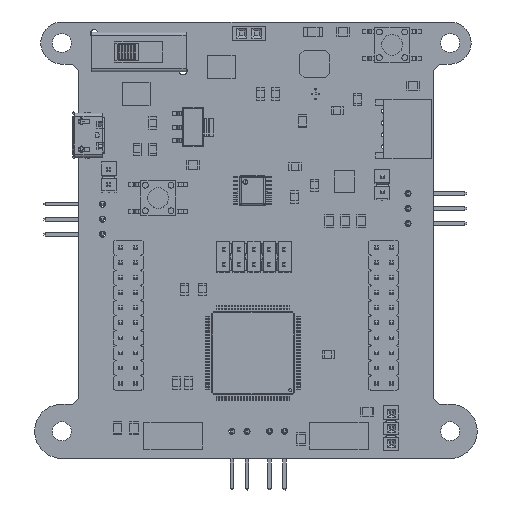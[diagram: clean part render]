
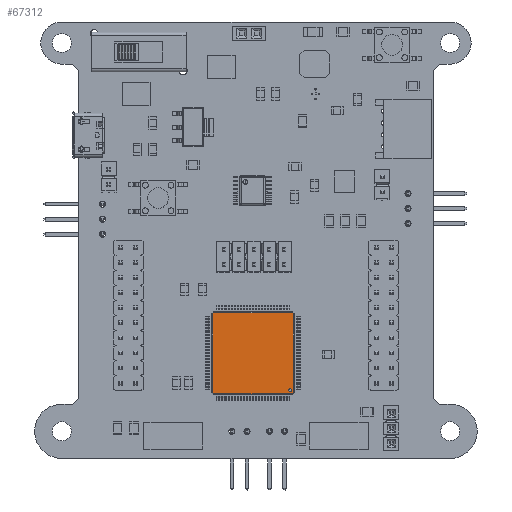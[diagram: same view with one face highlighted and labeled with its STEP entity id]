
A CAD part, top view. The second image highlights one B-rep face of the part: STEP entity #67312.
In plain terms, the highlighted face is planar.
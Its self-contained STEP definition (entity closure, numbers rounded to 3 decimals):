
#67312 = ADVANCED_FACE('',(#67313,#67379),#67399,.T.);
#67313 = FACE_BOUND('',#67314,.F.);
#67314 = EDGE_LOOP('',(#67315,#67325,#67333,#67341,#67349,#67357,#67365,
    #67373));
#67315 = ORIENTED_EDGE('',*,*,#67316,.F.);
#67316 = EDGE_CURVE('',#67317,#67319,#67321,.T.);
#67317 = VERTEX_POINT('',#67318);
#67318 = CARTESIAN_POINT('',(6.601,0.635,-6.834));
#67319 = VERTEX_POINT('',#67320);
#67320 = CARTESIAN_POINT('',(-6.601,0.635,-6.834));
#67321 = LINE('',#67322,#67323);
#67322 = CARTESIAN_POINT('',(6.601,0.635,-6.834));
#67323 = VECTOR('',#67324,1.);
#67324 = DIRECTION('',(-1.,0.,0.));
#67325 = ORIENTED_EDGE('',*,*,#67326,.F.);
#67326 = EDGE_CURVE('',#67327,#67317,#67329,.T.);
#67327 = VERTEX_POINT('',#67328);
#67328 = CARTESIAN_POINT('',(6.834,0.635,-6.601));
#67329 = LINE('',#67330,#67331);
#67330 = CARTESIAN_POINT('',(6.834,0.635,-6.601));
#67331 = VECTOR('',#67332,1.);
#67332 = DIRECTION('',(-0.707,0.,-0.707));
#67333 = ORIENTED_EDGE('',*,*,#67334,.F.);
#67334 = EDGE_CURVE('',#67335,#67327,#67337,.T.);
#67335 = VERTEX_POINT('',#67336);
#67336 = CARTESIAN_POINT('',(6.834,0.635,6.601));
#67337 = LINE('',#67338,#67339);
#67338 = CARTESIAN_POINT('',(6.834,0.635,6.601));
#67339 = VECTOR('',#67340,1.);
#67340 = DIRECTION('',(0.,0.,-1.));
#67341 = ORIENTED_EDGE('',*,*,#67342,.F.);
#67342 = EDGE_CURVE('',#67343,#67335,#67345,.T.);
#67343 = VERTEX_POINT('',#67344);
#67344 = CARTESIAN_POINT('',(6.601,0.635,6.834));
#67345 = LINE('',#67346,#67347);
#67346 = CARTESIAN_POINT('',(6.601,0.635,6.834));
#67347 = VECTOR('',#67348,1.);
#67348 = DIRECTION('',(0.707,0.,-0.707));
#67349 = ORIENTED_EDGE('',*,*,#67350,.F.);
#67350 = EDGE_CURVE('',#67351,#67343,#67353,.T.);
#67351 = VERTEX_POINT('',#67352);
#67352 = CARTESIAN_POINT('',(-6.601,0.635,6.834));
#67353 = LINE('',#67354,#67355);
#67354 = CARTESIAN_POINT('',(-6.601,0.635,6.834));
#67355 = VECTOR('',#67356,1.);
#67356 = DIRECTION('',(1.,0.,0.));
#67357 = ORIENTED_EDGE('',*,*,#67358,.F.);
#67358 = EDGE_CURVE('',#67359,#67351,#67361,.T.);
#67359 = VERTEX_POINT('',#67360);
#67360 = CARTESIAN_POINT('',(-6.834,0.635,6.601));
#67361 = LINE('',#67362,#67363);
#67362 = CARTESIAN_POINT('',(-6.834,0.635,6.601));
#67363 = VECTOR('',#67364,1.);
#67364 = DIRECTION('',(0.707,0.,0.707));
#67365 = ORIENTED_EDGE('',*,*,#67366,.F.);
#67366 = EDGE_CURVE('',#67367,#67359,#67369,.T.);
#67367 = VERTEX_POINT('',#67368);
#67368 = CARTESIAN_POINT('',(-6.834,0.635,-6.601));
#67369 = LINE('',#67370,#67371);
#67370 = CARTESIAN_POINT('',(-6.834,0.635,-6.601));
#67371 = VECTOR('',#67372,1.);
#67372 = DIRECTION('',(0.,0.,1.));
#67373 = ORIENTED_EDGE('',*,*,#67374,.F.);
#67374 = EDGE_CURVE('',#67319,#67367,#67375,.T.);
#67375 = LINE('',#67376,#67377);
#67376 = CARTESIAN_POINT('',(-6.601,0.635,-6.834));
#67377 = VECTOR('',#67378,1.);
#67378 = DIRECTION('',(-0.707,0.,0.707));
#67379 = FACE_BOUND('',#67380,.F.);
#67380 = EDGE_LOOP('',(#67381,#67392));
#67381 = ORIENTED_EDGE('',*,*,#67382,.F.);
#67382 = EDGE_CURVE('',#67383,#67385,#67387,.T.);
#67383 = VERTEX_POINT('',#67384);
#67384 = CARTESIAN_POINT('',(-6.05,0.635,-6.3));
#67385 = VERTEX_POINT('',#67386);
#67386 = CARTESIAN_POINT('',(-6.55,0.635,-6.3));
#67387 = CIRCLE('',#67388,0.25);
#67388 = AXIS2_PLACEMENT_3D('',#67389,#67390,#67391);
#67389 = CARTESIAN_POINT('',(-6.3,0.635,-6.3));
#67390 = DIRECTION('',(0.,-1.,0.));
#67391 = DIRECTION('',(1.,0.,0.));
#67392 = ORIENTED_EDGE('',*,*,#67393,.F.);
#67393 = EDGE_CURVE('',#67385,#67383,#67394,.T.);
#67394 = CIRCLE('',#67395,0.25);
#67395 = AXIS2_PLACEMENT_3D('',#67396,#67397,#67398);
#67396 = CARTESIAN_POINT('',(-6.3,0.635,-6.3));
#67397 = DIRECTION('',(0.,-1.,0.));
#67398 = DIRECTION('',(-1.,0.,0.));
#67399 = PLANE('',#67400);
#67400 = AXIS2_PLACEMENT_3D('',#67401,#67402,#67403);
#67401 = CARTESIAN_POINT('',(0.,0.635,0.));
#67402 = DIRECTION('',(0.,1.,0.));
#67403 = DIRECTION('',(1.,0.,0.));
